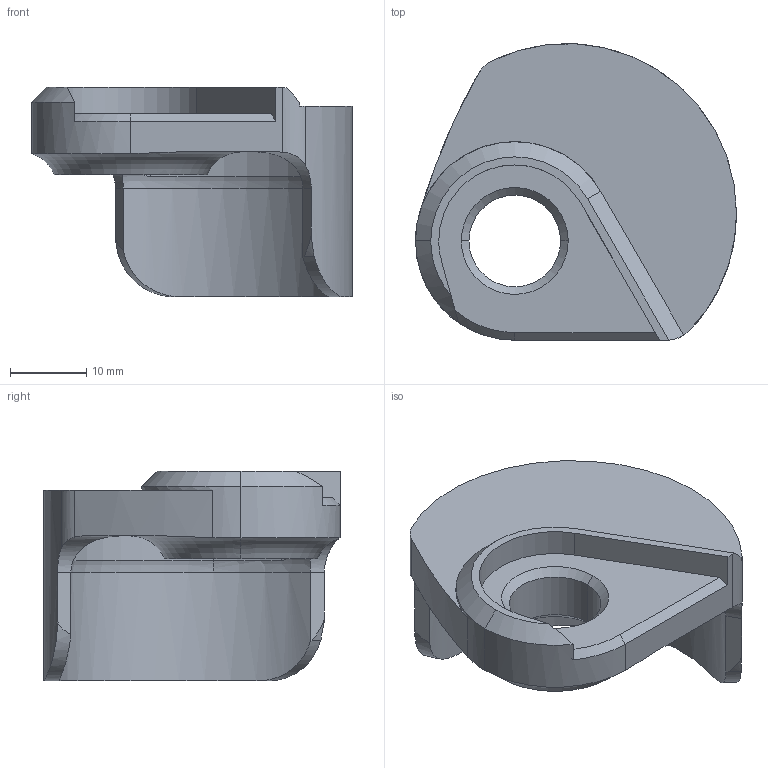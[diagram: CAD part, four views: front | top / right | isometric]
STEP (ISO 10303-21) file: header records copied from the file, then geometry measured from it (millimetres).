
FILE_DESCRIPTION (( 'STEP AP214' ), '1' );
FILE_NAME ('DR2073L.STEP', '2023-07-14T16:35:40', ( '' ), ( '' ), 'SwSTEP 2.0', 'SolidWorks 2022', '' );
FILE_SCHEMA (( 'AUTOMOTIVE_DESIGN' ));
Length unit declared in the file: millimetre
Products named in the file (1): DR2073L
Bounding box: 42.05 x 38.83 x 27.5 mm (x, y, z)
Volume: 8935.6 mm3; surface area: 6233.9 mm2
Topology: 1 solids, 1 shells, 67 faces, 170 edges, 105 vertices
Faces by surface type: cylinder 29, plane 17, torus 14, cone 7
Entity records: 2402 total; most frequent: CARTESIAN_POINT 747, DIRECTION 357, ORIENTED_EDGE 340, EDGE_CURVE 170, AXIS2_PLACEMENT_3D 148, VERTEX_POINT 105, CIRCLE 80, EDGE_LOOP 69
